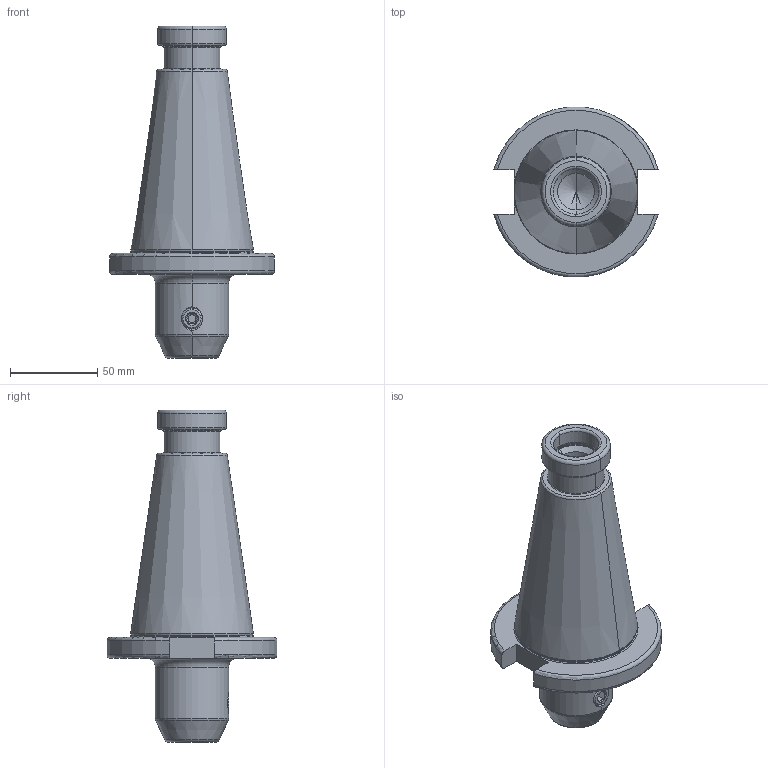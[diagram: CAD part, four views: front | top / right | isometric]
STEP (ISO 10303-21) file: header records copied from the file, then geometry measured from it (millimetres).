
FILE_DESCRIPTION((''),'2;1');
FILE_NAME('501_04_12','2020-09-08T',('103090'),(''),'CREO PARAMETRIC BY PTC INC, 2016260','CREO PARAMETRIC BY PTC INC, 2016260','');
FILE_SCHEMA(('CONFIG_CONTROL_DESIGN'));
Length unit declared in the file: millimetre
Products named in the file (1): 501_04_12
Bounding box: 94.05 x 97.13 x 189.8 mm (x, y, z)
Volume: 398262.2 mm3; surface area: 47920.9 mm2
Topology: 1 solids, 1 shells, 100 faces, 230 edges, 135 vertices
Faces by surface type: torus 32, cone 24, cylinder 22, plane 22
Entity records: 3100 total; most frequent: CARTESIAN_POINT 786, DIRECTION 518, ORIENTED_EDGE 456, EDGE_CURVE 228, AXIS2_PLACEMENT_3D 225, VERTEX_POINT 135, CIRCLE 122, EDGE_LOOP 105
